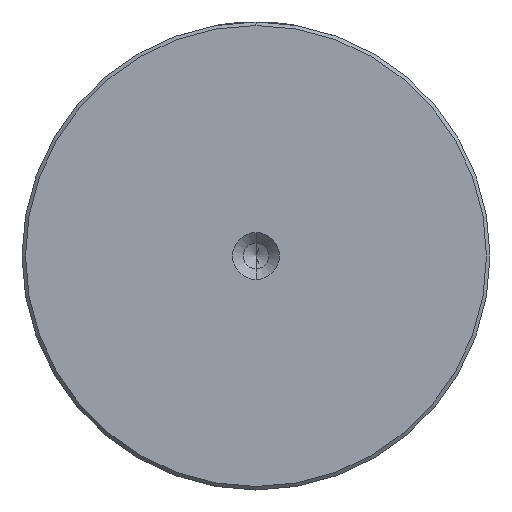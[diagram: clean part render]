
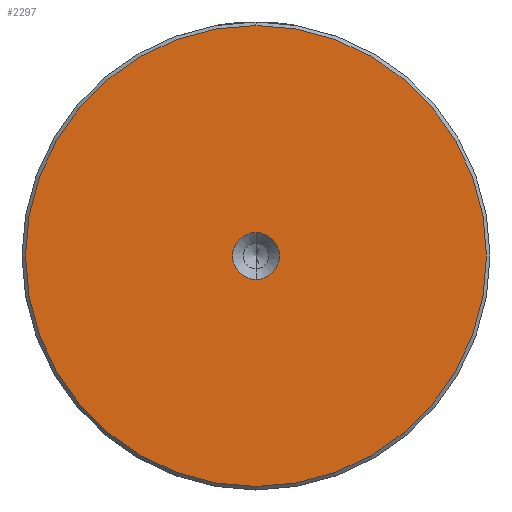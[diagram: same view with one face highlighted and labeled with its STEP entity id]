
A CAD part, left-side view. The second image highlights one B-rep face of the part: STEP entity #2297.
In plain terms, the highlighted planar face has unit normal (-1, 0, 0).
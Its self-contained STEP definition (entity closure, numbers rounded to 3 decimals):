
#53 = ORIENTED_EDGE ( 'NONE', *, *, #1687, .F. ) ;
#68 = CARTESIAN_POINT ( 'NONE',  ( 0., 0., 0. ) ) ;
#75 = DIRECTION ( 'NONE',  ( -1., 0., 0. ) ) ;
#86 = CARTESIAN_POINT ( 'NONE',  ( 0., 0., 0. ) ) ;
#105 = AXIS2_PLACEMENT_3D ( 'NONE', #1862, #711, #2058 ) ;
#110 = EDGE_CURVE ( 'NONE', #1010, #403, #1884, .T. ) ;
#173 = DIRECTION ( 'NONE',  ( 0., 0., 1. ) ) ;
#208 = CARTESIAN_POINT ( 'NONE',  ( 0., 0., 3.3 ) ) ;
#232 = ORIENTED_EDGE ( 'NONE', *, *, #924, .T. ) ;
#279 = DIRECTION ( 'NONE',  ( 0., 0., 1. ) ) ;
#403 = VERTEX_POINT ( 'NONE', #2386 ) ;
#569 = AXIS2_PLACEMENT_3D ( 'NONE', #1359, #1353, #1224 ) ;
#707 = VERTEX_POINT ( 'NONE', #1140 ) ;
#711 = DIRECTION ( 'NONE',  ( -1., 0., 0. ) ) ;
#838 = EDGE_LOOP ( 'NONE', ( #1820, #53 ) ) ;
#924 = EDGE_CURVE ( 'NONE', #707, #2522, #1784, .T. ) ;
#988 = FACE_BOUND ( 'NONE', #838, .T. ) ;
#1010 = VERTEX_POINT ( 'NONE', #208 ) ;
#1038 = FACE_OUTER_BOUND ( 'NONE', #1653, .T. ) ;
#1041 = CIRCLE ( 'NONE', #1754, 32.5 ) ;
#1140 = CARTESIAN_POINT ( 'NONE',  ( 0., 0., 32.5 ) ) ;
#1224 = DIRECTION ( 'NONE',  ( 0., 0., 1. ) ) ;
#1256 = AXIS2_PLACEMENT_3D ( 'NONE', #86, #75, #173 ) ;
#1286 = DIRECTION ( 'NONE',  ( 0., 0., 1. ) ) ;
#1353 = DIRECTION ( 'NONE',  ( -1., 0., 0. ) ) ;
#1359 = CARTESIAN_POINT ( 'NONE',  ( 0., 0., 0. ) ) ;
#1388 = CARTESIAN_POINT ( 'NONE',  ( 0., 0., -32.5 ) ) ;
#1425 = ORIENTED_EDGE ( 'NONE', *, *, #1623, .T. ) ;
#1456 = DIRECTION ( 'NONE',  ( -1., 0., 0. ) ) ;
#1610 = AXIS2_PLACEMENT_3D ( 'NONE', #1848, #2420, #1286 ) ;
#1623 = EDGE_CURVE ( 'NONE', #2522, #707, #1041, .T. ) ;
#1653 = EDGE_LOOP ( 'NONE', ( #1425, #232 ) ) ;
#1670 = PLANE ( 'NONE',  #1610 ) ;
#1687 = EDGE_CURVE ( 'NONE', #403, #1010, #1989, .T. ) ;
#1754 = AXIS2_PLACEMENT_3D ( 'NONE', #68, #1456, #279 ) ;
#1784 = CIRCLE ( 'NONE', #1256, 32.5 ) ;
#1820 = ORIENTED_EDGE ( 'NONE', *, *, #110, .F. ) ;
#1848 = CARTESIAN_POINT ( 'NONE',  ( 0., 0., 0. ) ) ;
#1862 = CARTESIAN_POINT ( 'NONE',  ( 0., 0., 0. ) ) ;
#1884 = CIRCLE ( 'NONE', #569, 3.3 ) ;
#1989 = CIRCLE ( 'NONE', #105, 3.3 ) ;
#2058 = DIRECTION ( 'NONE',  ( 0., 0., 1. ) ) ;
#2297 = ADVANCED_FACE ( 'NONE', ( #1038, #988 ), #1670, .T. ) ;
#2386 = CARTESIAN_POINT ( 'NONE',  ( 0., 0., -3.3 ) ) ;
#2420 = DIRECTION ( 'NONE',  ( -1., 0., 0. ) ) ;
#2522 = VERTEX_POINT ( 'NONE', #1388 ) ;
